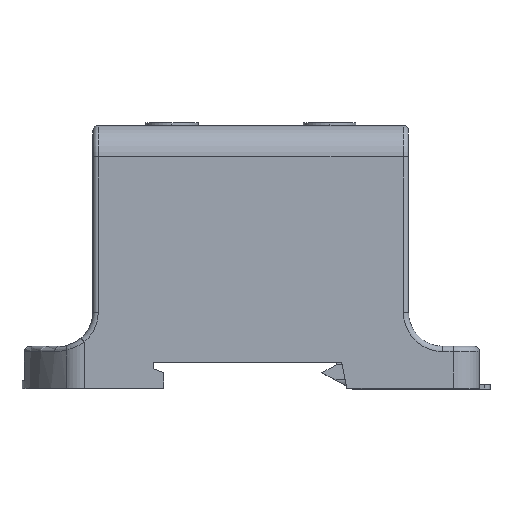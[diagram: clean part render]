
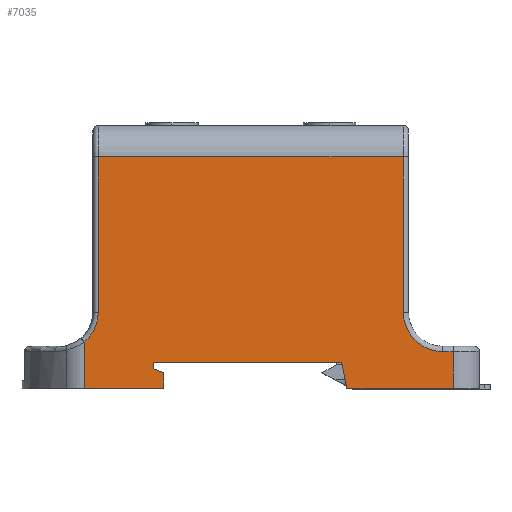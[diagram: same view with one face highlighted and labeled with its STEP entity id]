
A CAD part, top view. The second image highlights one B-rep face of the part: STEP entity #7035.
In plain terms, the highlighted planar face has unit normal (0, 0, 1).
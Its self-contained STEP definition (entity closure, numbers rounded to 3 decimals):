
#122 = EDGE_CURVE ( 'NONE', #6175, #6524, #10631, .T. ) ;
#145 = VECTOR ( 'NONE', #4057, 1000. ) ;
#307 = ORIENTED_EDGE ( 'NONE', *, *, #1751, .T. ) ;
#445 = DIRECTION ( 'NONE',  ( 1., 0., 0. ) ) ;
#501 = FACE_OUTER_BOUND ( 'NONE', #4312, .T. ) ;
#573 = VERTEX_POINT ( 'NONE', #2365 ) ;
#739 = LINE ( 'NONE', #9785, #5646 ) ;
#1052 = ORIENTED_EDGE ( 'NONE', *, *, #1388, .T. ) ;
#1300 = VECTOR ( 'NONE', #6854, 1000. ) ;
#1388 = EDGE_CURVE ( 'NONE', #7215, #7046, #9475, .T. ) ;
#1401 = EDGE_CURVE ( 'NONE', #9137, #10184, #8082, .T. ) ;
#1406 = DIRECTION ( 'NONE',  ( 0., 1., 0. ) ) ;
#1407 = CARTESIAN_POINT ( 'NONE',  ( 29., 14.5, 21. ) ) ;
#1613 = ORIENTED_EDGE ( 'NONE', *, *, #10056, .T. ) ;
#1629 = ORIENTED_EDGE ( 'NONE', *, *, #8146, .T. ) ;
#1638 = CARTESIAN_POINT ( 'NONE',  ( 29., 14.5, 21. ) ) ;
#1751 = EDGE_CURVE ( 'NONE', #9967, #6175, #7145, .T. ) ;
#1926 = CARTESIAN_POINT ( 'NONE',  ( 36.5, 14.5, 21. ) ) ;
#2151 = ORIENTED_EDGE ( 'NONE', *, *, #2889, .T. ) ;
#2262 = ORIENTED_EDGE ( 'NONE', *, *, #3823, .T. ) ;
#2329 = DIRECTION ( 'NONE',  ( 1., 0., 0. ) ) ;
#2365 = CARTESIAN_POINT ( 'NONE',  ( -16.5, 0., 21. ) ) ;
#2441 = VERTEX_POINT ( 'NONE', #7056 ) ;
#2522 = CARTESIAN_POINT ( 'NONE',  ( -36.5, 44., 21. ) ) ;
#2555 = LINE ( 'NONE', #4265, #3906 ) ;
#2557 = CARTESIAN_POINT ( 'NONE',  ( 38.5, 0., 21. ) ) ;
#2678 = CARTESIAN_POINT ( 'NONE',  ( 38.5, 14.5, 21. ) ) ;
#2681 = VERTEX_POINT ( 'NONE', #9964 ) ;
#2889 = EDGE_CURVE ( 'NONE', #573, #9967, #6659, .T. ) ;
#3006 = LINE ( 'NONE', #4605, #5363 ) ;
#3012 = VECTOR ( 'NONE', #10837, 1000. ) ;
#3060 = CARTESIAN_POINT ( 'NONE',  ( -36.5, 14.5, 21. ) ) ;
#3078 = ORIENTED_EDGE ( 'NONE', *, *, #9708, .T. ) ;
#3112 = CARTESIAN_POINT ( 'NONE',  ( -36.5, 7., 21. ) ) ;
#3118 = DIRECTION ( 'NONE',  ( 0.196, -0.981, 0. ) ) ;
#3416 = CIRCLE ( 'NONE', #7435, 7.5 ) ;
#3452 = EDGE_CURVE ( 'NONE', #7643, #2681, #8342, .T. ) ;
#3471 = CARTESIAN_POINT ( 'NONE',  ( 17.3, 5., 21. ) ) ;
#3653 = DIRECTION ( 'NONE',  ( 1., 0., 0. ) ) ;
#3823 = EDGE_CURVE ( 'NONE', #6524, #9359, #6788, .T. ) ;
#3837 = PLANE ( 'NONE',  #7280 ) ;
#3892 = CARTESIAN_POINT ( 'NONE',  ( -31.622, 8.803, 21. ) ) ;
#3906 = VECTOR ( 'NONE', #6573, 1000. ) ;
#3973 = VECTOR ( 'NONE', #3118, 1000. ) ;
#3979 = CARTESIAN_POINT ( 'NONE',  ( -18.5, 3.75, 21. ) ) ;
#4034 = CARTESIAN_POINT ( 'NONE',  ( -36.5, 14.5, 21. ) ) ;
#4057 = DIRECTION ( 'NONE',  ( -1., 0., 0. ) ) ;
#4083 = EDGE_CURVE ( 'NONE', #9807, #573, #739, .T. ) ;
#4102 = CARTESIAN_POINT ( 'NONE',  ( -18.5, 3.75, 21. ) ) ;
#4152 = ORIENTED_EDGE ( 'NONE', *, *, #5629, .T. ) ;
#4265 = CARTESIAN_POINT ( 'NONE',  ( -31.622, 14.5, 21. ) ) ;
#4312 = EDGE_LOOP ( 'NONE', ( #6116, #3078, #4152, #1613, #9484, #9518, #1052, #6299, #7116, #2151, #307, #6396, #2262, #1629, #7818 ) ) ;
#4564 = VECTOR ( 'NONE', #1406, 1000. ) ;
#4605 = CARTESIAN_POINT ( 'NONE',  ( -29., 14.5, 21. ) ) ;
#4741 = EDGE_CURVE ( 'NONE', #7046, #9807, #2555, .T. ) ;
#4751 = VECTOR ( 'NONE', #8847, 1000. ) ;
#4789 = DIRECTION ( 'NONE',  ( 1., 0., 0. ) ) ;
#4865 = VECTOR ( 'NONE', #10687, 1000. ) ;
#5083 = CARTESIAN_POINT ( 'NONE',  ( -18.5, 5., 21. ) ) ;
#5093 = CARTESIAN_POINT ( 'NONE',  ( 29., 44., 21. ) ) ;
#5159 = CARTESIAN_POINT ( 'NONE',  ( -31.622, 0., 21. ) ) ;
#5262 = LINE ( 'NONE', #2678, #1300 ) ;
#5320 = CARTESIAN_POINT ( 'NONE',  ( -29., 14.5, 21. ) ) ;
#5363 = VECTOR ( 'NONE', #5594, 1000. ) ;
#5486 = CARTESIAN_POINT ( 'NONE',  ( 36.5, 7., 21. ) ) ;
#5541 = DIRECTION ( 'NONE',  ( 0., 0., 1. ) ) ;
#5594 = DIRECTION ( 'NONE',  ( 0., -1., 0. ) ) ;
#5628 = AXIS2_PLACEMENT_3D ( 'NONE', #4034, #8915, #6620 ) ;
#5629 = EDGE_CURVE ( 'NONE', #10798, #7597, #3416, .T. ) ;
#5646 = VECTOR ( 'NONE', #4789, 1000. ) ;
#6032 = EDGE_CURVE ( 'NONE', #10184, #2441, #5262, .T. ) ;
#6116 = ORIENTED_EDGE ( 'NONE', *, *, #6032, .T. ) ;
#6150 = DIRECTION ( 'NONE',  ( 1., 0., 0. ) ) ;
#6154 = VECTOR ( 'NONE', #2329, 1000. ) ;
#6175 = VERTEX_POINT ( 'NONE', #3979 ) ;
#6299 = ORIENTED_EDGE ( 'NONE', *, *, #4741, .T. ) ;
#6396 = ORIENTED_EDGE ( 'NONE', *, *, #122, .T. ) ;
#6524 = VERTEX_POINT ( 'NONE', #7194 ) ;
#6573 = DIRECTION ( 'NONE',  ( 0., -1., 0. ) ) ;
#6620 = DIRECTION ( 'NONE',  ( 1., 0., 0. ) ) ;
#6659 = LINE ( 'NONE', #10610, #3012 ) ;
#6788 = LINE ( 'NONE', #5083, #7577 ) ;
#6817 = DIRECTION ( 'NONE',  ( 0., 0., -1. ) ) ;
#6854 = DIRECTION ( 'NONE',  ( 0., 1., 0. ) ) ;
#7026 = EDGE_CURVE ( 'NONE', #2681, #7215, #3006, .T. ) ;
#7035 = ADVANCED_FACE ( 'NONE', ( #501 ), #3837, .T. ) ;
#7046 = VERTEX_POINT ( 'NONE', #3892 ) ;
#7056 = CARTESIAN_POINT ( 'NONE',  ( 38.5, 7., 21. ) ) ;
#7116 = ORIENTED_EDGE ( 'NONE', *, *, #4083, .T. ) ;
#7145 = LINE ( 'NONE', #9509, #4751 ) ;
#7194 = CARTESIAN_POINT ( 'NONE',  ( -18.5, 5., 21. ) ) ;
#7211 = VECTOR ( 'NONE', #9326, 1000. ) ;
#7215 = VERTEX_POINT ( 'NONE', #5320 ) ;
#7280 = AXIS2_PLACEMENT_3D ( 'NONE', #3060, #5541, #445 ) ;
#7296 = LINE ( 'NONE', #10652, #3973 ) ;
#7323 = CARTESIAN_POINT ( 'NONE',  ( -43.5, 0., 21. ) ) ;
#7435 = AXIS2_PLACEMENT_3D ( 'NONE', #1926, #6817, #6150 ) ;
#7577 = VECTOR ( 'NONE', #3653, 1000. ) ;
#7597 = VERTEX_POINT ( 'NONE', #1638 ) ;
#7643 = VERTEX_POINT ( 'NONE', #5093 ) ;
#7818 = ORIENTED_EDGE ( 'NONE', *, *, #1401, .T. ) ;
#7956 = CARTESIAN_POINT ( 'NONE',  ( 18.3, 0., 21. ) ) ;
#8082 = LINE ( 'NONE', #7323, #6154 ) ;
#8094 = LINE ( 'NONE', #1407, #4865 ) ;
#8146 = EDGE_CURVE ( 'NONE', #9359, #9137, #7296, .T. ) ;
#8342 = LINE ( 'NONE', #2522, #7211 ) ;
#8847 = DIRECTION ( 'NONE',  ( -0.936, 0.351, 0. ) ) ;
#8915 = DIRECTION ( 'NONE',  ( 0., 0., -1. ) ) ;
#9137 = VERTEX_POINT ( 'NONE', #7956 ) ;
#9326 = DIRECTION ( 'NONE',  ( -1., 0., 0. ) ) ;
#9359 = VERTEX_POINT ( 'NONE', #3471 ) ;
#9475 = CIRCLE ( 'NONE', #5628, 7.5 ) ;
#9484 = ORIENTED_EDGE ( 'NONE', *, *, #3452, .T. ) ;
#9509 = CARTESIAN_POINT ( 'NONE',  ( -16.5, 3., 21. ) ) ;
#9518 = ORIENTED_EDGE ( 'NONE', *, *, #7026, .T. ) ;
#9581 = CARTESIAN_POINT ( 'NONE',  ( -16.5, 3., 21. ) ) ;
#9708 = EDGE_CURVE ( 'NONE', #2441, #10798, #10644, .T. ) ;
#9785 = CARTESIAN_POINT ( 'NONE',  ( -43.5, 0., 21. ) ) ;
#9807 = VERTEX_POINT ( 'NONE', #5159 ) ;
#9964 = CARTESIAN_POINT ( 'NONE',  ( -29., 44., 21. ) ) ;
#9967 = VERTEX_POINT ( 'NONE', #9581 ) ;
#10056 = EDGE_CURVE ( 'NONE', #7597, #7643, #8094, .T. ) ;
#10184 = VERTEX_POINT ( 'NONE', #2557 ) ;
#10610 = CARTESIAN_POINT ( 'NONE',  ( -16.5, 0., 21. ) ) ;
#10631 = LINE ( 'NONE', #4102, #4564 ) ;
#10644 = LINE ( 'NONE', #3112, #145 ) ;
#10652 = CARTESIAN_POINT ( 'NONE',  ( 17.3, 5., 21. ) ) ;
#10687 = DIRECTION ( 'NONE',  ( 0., 1., 0. ) ) ;
#10798 = VERTEX_POINT ( 'NONE', #5486 ) ;
#10837 = DIRECTION ( 'NONE',  ( 0., 1., 0. ) ) ;
